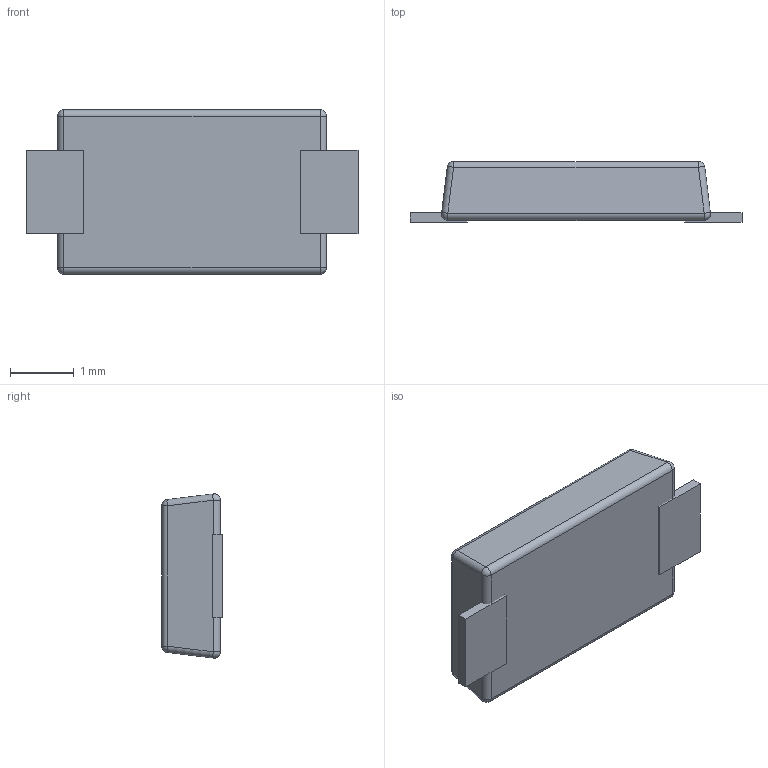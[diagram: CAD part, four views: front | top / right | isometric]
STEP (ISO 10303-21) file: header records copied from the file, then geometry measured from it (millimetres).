
FILE_DESCRIPTION(/* description */ (''),/* implementation_level */ '2;1');
FILE_NAME(/* name */ 'Thin SMA Outline Structure.stp',/* time_stamp */ '2019-10-04T11:18:17+08:00',/* author */ ('he.song'),/* organization */ (''),/* preprocessor_version */ 'ST-DEVELOPER v16.13',/* originating_system */ 'Autodesk Inventor 2018',/* authorisation */ '');
FILE_SCHEMA (('AUTOMOTIVE_DESIGN { 1 0 10303 214 3 1 1 }'));
Length unit declared in the file: millimetre
Products named in the file (3): Thin SMA-S1JAL; Thin SMA LF; Thin SMA Body
Assembly tree (2 placements, depth 2):
  Thin SMA-S1JAL
    Thin SMA LF
    Thin SMA Body
Bounding box: 5.2 x 0.95 x 2.57 mm (x, y, z)
Volume: 9.7 mm3; surface area: 38.1 mm2
Topology: 3 solids, 3 shells, 57 faces, 129 edges, 78 vertices
Faces by surface type: plane 37, cylinder 12, sphere 8
Entity records: 1687 total; most frequent: DIRECTION 279, CARTESIAN_POINT 270, ORIENTED_EDGE 258, EDGE_CURVE 129, LINE 105, VECTOR 105, AXIS2_PLACEMENT_3D 87, VERTEX_POINT 78
